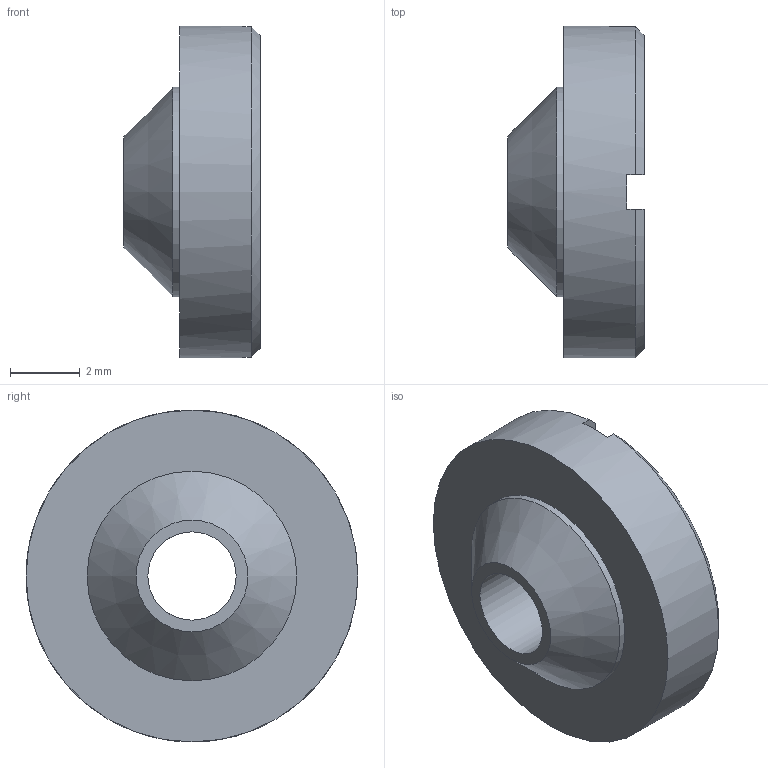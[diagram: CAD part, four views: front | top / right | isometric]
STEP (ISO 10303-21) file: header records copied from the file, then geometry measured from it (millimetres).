
FILE_DESCRIPTION(/* description */ (''),/* implementation_level */ '2;1');
FILE_NAME(/* name */ 'rondelle web mb ek v8.step',/* time_stamp */ '2022-06-09T10:16:24+02:00',/* author */ (''),/* organization */ (''),/* preprocessor_version */ 'ST-DEVELOPER v19',/* originating_system */ 'Autodesk Translation Framework v11.7.0.108',/* authorisation */ '');
FILE_SCHEMA (('AUTOMOTIVE_DESIGN { 1 0 10303 214 3 1 1 }'));
Length unit declared in the file: millimetre
Products named in the file (1): rondelle web mb ek
Bounding box: 3.9 x 9.5 x 9.5 mm (x, y, z)
Volume: 168.7 mm3; surface area: 244.3 mm2
Topology: 1 solids, 1 shells, 16 faces, 41 edges, 27 vertices
Faces by surface type: plane 10, cone 3, cylinder 3
Full cylindrical faces by diameter (mm): 2.529 x1, 6 x1, 9.5 x1
Entity records: 527 total; most frequent: CARTESIAN_POINT 93, DIRECTION 88, ORIENTED_EDGE 82, EDGE_CURVE 41, AXIS2_PLACEMENT_3D 34, VERTEX_POINT 27, LINE 20, VECTOR 20
